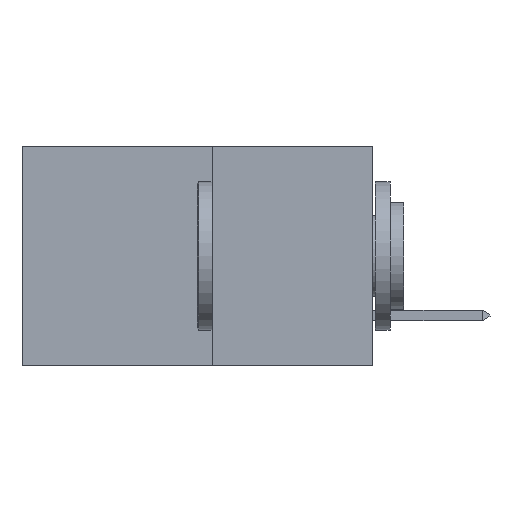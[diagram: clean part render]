
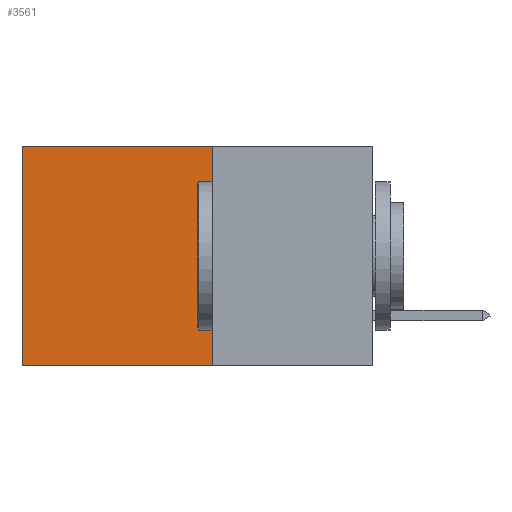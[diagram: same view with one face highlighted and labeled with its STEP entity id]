
A CAD part, left-side view. The second image highlights one B-rep face of the part: STEP entity #3561.
In plain terms, the highlighted planar face has unit normal (-1, 0, 0).
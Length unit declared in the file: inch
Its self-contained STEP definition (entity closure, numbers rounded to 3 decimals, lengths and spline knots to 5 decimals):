
#125 = CARTESIAN_POINT ( 'NONE',  ( 0.277, 0.27, -0.37 ) ) ;
#311 = ORIENTED_EDGE ( 'NONE', *, *, #2326, .F. ) ;
#401 = LINE ( 'NONE', #125, #7229 ) ;
#528 = CARTESIAN_POINT ( 'NONE',  ( 0.277, 0.27, 0. ) ) ;
#536 = CARTESIAN_POINT ( 'NONE',  ( 0.277, 0.27, 0. ) ) ;
#629 = ORIENTED_EDGE ( 'NONE', *, *, #3052, .F. ) ;
#750 = DIRECTION ( 'NONE',  ( 0., 0., -1. ) ) ;
#1244 = LINE ( 'NONE', #2013, #8196 ) ;
#1311 = AXIS2_PLACEMENT_3D ( 'NONE', #7329, #4782, #750 ) ;
#1367 = CARTESIAN_POINT ( 'NONE',  ( 0.277, 0.59, 0. ) ) ;
#1924 = CARTESIAN_POINT ( 'NONE',  ( 0.277, 0.59, -0.37 ) ) ;
#1992 = EDGE_LOOP ( 'NONE', ( #5820, #311, #629, #2287 ) ) ;
#2013 = CARTESIAN_POINT ( 'NONE',  ( 0.277, 0.27, -0.37 ) ) ;
#2287 = ORIENTED_EDGE ( 'NONE', *, *, #6192, .T. ) ;
#2326 = EDGE_CURVE ( 'NONE', #3181, #3170, #1244, .T. ) ;
#2739 = VERTEX_POINT ( 'NONE', #536 ) ;
#2983 = VECTOR ( 'NONE', #7134, 39.37008 ) ;
#3052 = EDGE_CURVE ( 'NONE', #2739, #3181, #401, .T. ) ;
#3170 = VERTEX_POINT ( 'NONE', #8137 ) ;
#3181 = VERTEX_POINT ( 'NONE', #5644 ) ;
#3561 = ADVANCED_FACE ( 'NONE', ( #6628 ), #6703, .F. ) ;
#4782 = DIRECTION ( 'NONE',  ( 1., 0., 0. ) ) ;
#5644 = CARTESIAN_POINT ( 'NONE',  ( 0.277, 0.27, -0.37 ) ) ;
#5695 = VECTOR ( 'NONE', #8439, 39.37008 ) ;
#5820 = ORIENTED_EDGE ( 'NONE', *, *, #6896, .T. ) ;
#6009 = DIRECTION ( 'NONE',  ( 0., 1., 0. ) ) ;
#6192 = EDGE_CURVE ( 'NONE', #2739, #6373, #6507, .T. ) ;
#6373 = VERTEX_POINT ( 'NONE', #1367 ) ;
#6507 = LINE ( 'NONE', #528, #2983 ) ;
#6628 = FACE_OUTER_BOUND ( 'NONE', #1992, .T. ) ;
#6703 = PLANE ( 'NONE',  #1311 ) ;
#6770 = DIRECTION ( 'NONE',  ( 0., 0., -1. ) ) ;
#6896 = EDGE_CURVE ( 'NONE', #6373, #3170, #7553, .T. ) ;
#7134 = DIRECTION ( 'NONE',  ( 0., 1., 0. ) ) ;
#7229 = VECTOR ( 'NONE', #6770, 39.37008 ) ;
#7329 = CARTESIAN_POINT ( 'NONE',  ( 0.277, 0.27, -0.37 ) ) ;
#7553 = LINE ( 'NONE', #1924, #5695 ) ;
#8137 = CARTESIAN_POINT ( 'NONE',  ( 0.277, 0.59, -0.37 ) ) ;
#8196 = VECTOR ( 'NONE', #6009, 39.37008 ) ;
#8439 = DIRECTION ( 'NONE',  ( 0., 0., -1. ) ) ;
